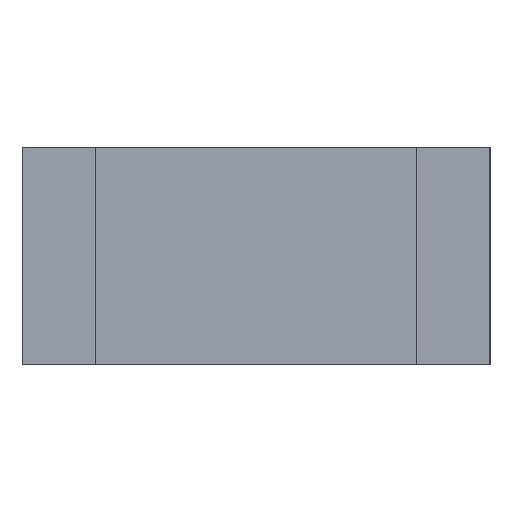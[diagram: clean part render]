
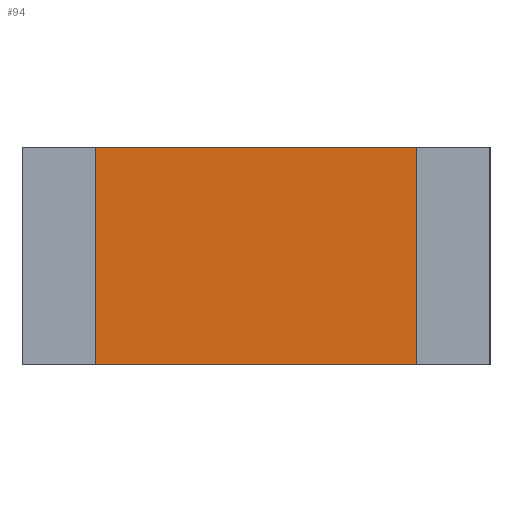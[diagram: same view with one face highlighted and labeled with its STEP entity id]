
A CAD part, left-side view. The second image highlights one B-rep face of the part: STEP entity #94.
In plain terms, the highlighted planar face has unit normal (-1, 0, 0).
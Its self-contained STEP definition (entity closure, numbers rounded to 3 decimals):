
#7 = DIRECTION ( 'NONE',  ( 0., 0., 1. ) ) ;
#22 = CARTESIAN_POINT ( 'NONE',  ( -5.6, -2.875, 3.9 ) ) ;
#43 = DIRECTION ( 'NONE',  ( 1., 0., 0. ) ) ;
#45 = VECTOR ( 'NONE', #558, 1000. ) ;
#68 = CARTESIAN_POINT ( 'NONE',  ( -5.6, 2.875, 0. ) ) ;
#94 = ADVANCED_FACE ( 'NONE', ( #712 ), #106, .F. ) ;
#106 = PLANE ( 'NONE',  #189 ) ;
#159 = CARTESIAN_POINT ( 'NONE',  ( -5.6, 2.875, 3.9 ) ) ;
#179 = ORIENTED_EDGE ( 'NONE', *, *, #275, .F. ) ;
#189 = AXIS2_PLACEMENT_3D ( 'NONE', #453, #43, #393 ) ;
#192 = EDGE_CURVE ( 'NONE', #293, #536, #332, .T. ) ;
#232 = ORIENTED_EDGE ( 'NONE', *, *, #513, .T. ) ;
#235 = LINE ( 'NONE', #68, #270 ) ;
#270 = VECTOR ( 'NONE', #307, 1000. ) ;
#275 = EDGE_CURVE ( 'NONE', #509, #536, #566, .T. ) ;
#293 = VERTEX_POINT ( 'NONE', #22 ) ;
#307 = DIRECTION ( 'NONE',  ( 0., 1., 0. ) ) ;
#326 = ORIENTED_EDGE ( 'NONE', *, *, #500, .F. ) ;
#332 = LINE ( 'NONE', #159, #45 ) ;
#374 = CARTESIAN_POINT ( 'NONE',  ( -5.6, 2.875, 0. ) ) ;
#390 = VECTOR ( 'NONE', #727, 1000. ) ;
#393 = DIRECTION ( 'NONE',  ( 0., 1., 0. ) ) ;
#419 = LINE ( 'NONE', #532, #730 ) ;
#453 = CARTESIAN_POINT ( 'NONE',  ( -5.6, 2.875, 0. ) ) ;
#500 = EDGE_CURVE ( 'NONE', #656, #509, #235, .T. ) ;
#509 = VERTEX_POINT ( 'NONE', #652 ) ;
#513 = EDGE_CURVE ( 'NONE', #656, #293, #419, .T. ) ;
#532 = CARTESIAN_POINT ( 'NONE',  ( -5.6, -2.875, 0. ) ) ;
#536 = VERTEX_POINT ( 'NONE', #748 ) ;
#558 = DIRECTION ( 'NONE',  ( 0., 1., 0. ) ) ;
#566 = LINE ( 'NONE', #374, #390 ) ;
#571 = CARTESIAN_POINT ( 'NONE',  ( -5.6, -2.875, 0. ) ) ;
#602 = EDGE_LOOP ( 'NONE', ( #740, #179, #326, #232 ) ) ;
#652 = CARTESIAN_POINT ( 'NONE',  ( -5.6, 2.875, 0. ) ) ;
#656 = VERTEX_POINT ( 'NONE', #571 ) ;
#712 = FACE_OUTER_BOUND ( 'NONE', #602, .T. ) ;
#727 = DIRECTION ( 'NONE',  ( 0., 0., 1. ) ) ;
#730 = VECTOR ( 'NONE', #7, 1000. ) ;
#740 = ORIENTED_EDGE ( 'NONE', *, *, #192, .T. ) ;
#748 = CARTESIAN_POINT ( 'NONE',  ( -5.6, 2.875, 3.9 ) ) ;
